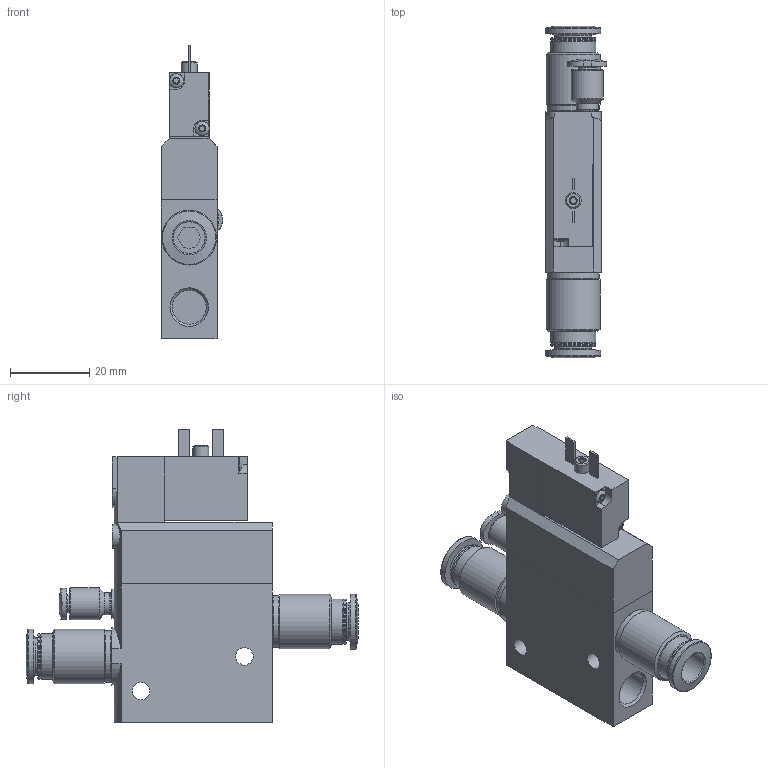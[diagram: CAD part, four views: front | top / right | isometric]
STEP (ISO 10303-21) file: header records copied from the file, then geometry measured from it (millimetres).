
FILE_DESCRIPTION(/* description */ ('STEP AP214'),/* implementation_level */ '2;1');
FILE_NAME(/* name */ '196894_CPE14-M1BH-3OLS-QS-8',/* time_stamp */ '2024-08-06T17:47:34+02:00',/* author */ ('License CC BY-ND 4.0'),/* organization */ ('CADENAS'),/* preprocessor_version */ 'ST-DEVELOPER v19.3',/* originating_system */ 'PARTsolutions',/* authorisation */ ' ');
FILE_SCHEMA (('AUTOMOTIVE_DESIGN {1 0 10303 214 3 1 1}'));
Length unit declared in the file: millimetre
Products named in the file (5): 196894 CPE14-M1BH-3OLS-QS-8; CPE14-...-3/2; 186109 QS-G1/8-8-I; CPE14-KMYZ9_M1BH; 153312 QSM-M3-3-I
Assembly tree (5 placements, depth 2):
  196894 CPE14-M1BH-3OLS-QS-8
    CPE14-...-3/2
    186109 QS-G1/8-8-I  x2
    CPE14-KMYZ9_M1BH
    153312 QSM-M3-3-I
Bounding box: 15.4 x 83.6 x 74 mm (x, y, z)
Volume: 35714.7 mm3; surface area: 15250.3 mm2
Topology: 5 solids, 5 shells, 253 faces, 579 edges, 367 vertices
Faces by surface type: plane 112, cylinder 89, cone 40, torus 12
Full cylindrical faces by diameter (mm): 1.567 x1, 2 x1, 2.459 x2, 2.5 x1, 3 x2, 3.6 x2, 4 x1, 4.4 x3, 4.55 x1, 5.5 x2, 6 x1, 7.8 x1, 8 x3, 8.566 x3, 9.4 x2, 9.728 x2, 11.4 x4, 12.4 x4, 13 x2, 13.7 x2, 13.8 x2
Entity records: 6250 total; most frequent: CARTESIAN_POINT 1148, DIRECTION 923, ORIENTED_EDGE 818, EDGE_CURVE 409, AXIS2_PLACEMENT_3D 365, EDGE_LOOP 298, FACE_BOUND 298, VERTEX_POINT 295
